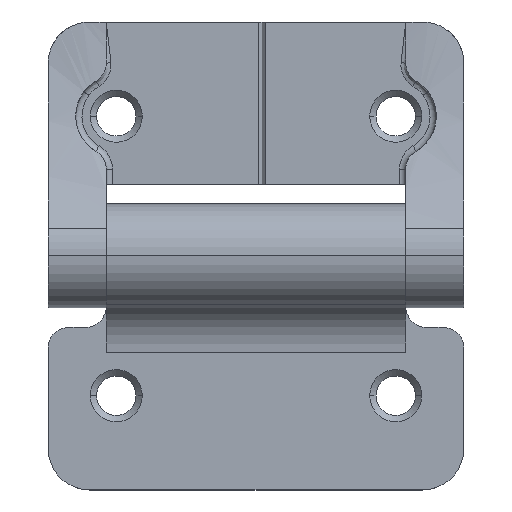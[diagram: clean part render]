
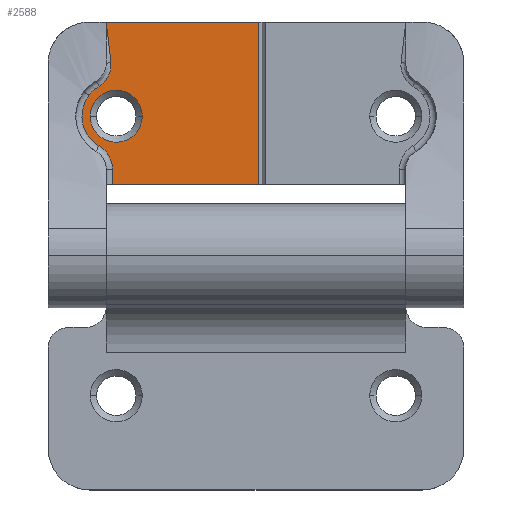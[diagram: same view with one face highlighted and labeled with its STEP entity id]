
A CAD part, top view. The second image highlights one B-rep face of the part: STEP entity #2588.
In plain terms, the highlighted planar face has unit normal (0, 0, 1).
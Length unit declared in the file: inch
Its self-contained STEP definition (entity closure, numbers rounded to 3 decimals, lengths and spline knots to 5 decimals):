
#56 = LINE ( 'NONE', #1785, #59 ) ;
#59 = VECTOR ( 'NONE', #1740, 39.37008 ) ;
#77 = LINE ( 'NONE', #1556, #80 ) ;
#80 = VECTOR ( 'NONE', #2192, 39.37008 ) ;
#81 = CIRCLE ( 'NONE', #2453, 0.125 ) ;
#82 = LINE ( 'NONE', #2172, #84 ) ;
#83 = CIRCLE ( 'NONE', #2451, 0.13 ) ;
#84 = VECTOR ( 'NONE', #2183, 39.37008 ) ;
#85 = CIRCLE ( 'NONE', #2452, 0.165 ) ;
#86 = LINE ( 'NONE', #2190, #88 ) ;
#88 = VECTOR ( 'NONE', #2086, 39.37008 ) ;
#188 = FACE_BOUND ( 'NONE', #942, .T. ) ;
#193 = FACE_OUTER_BOUND ( 'NONE', #993, .T. ) ;
#324 = B_SPLINE_CURVE_WITH_KNOTS ( 'NONE', 3,
 ( #1917, #1652, #1611, #2007, #1561, #2126 ),
 .UNSPECIFIED., .F., .F.,
 ( 4, 2, 4 ),
 ( 0., 0.00083, 0.00167 ),
 .UNSPECIFIED. ) ;
#327 = B_SPLINE_CURVE_WITH_KNOTS ( 'NONE', 3,
 ( #2097, #2196, #1731, #1579 ),
 .UNSPECIFIED., .F., .F.,
 ( 4, 4 ),
 ( -0.00004, 0.00497 ),
 .UNSPECIFIED. ) ;
#330 = B_SPLINE_CURVE_WITH_KNOTS ( 'NONE', 3,
 ( #2085, #1786, #2156, #2125, #1697, #1608, #1919, #1961, #2067, #1705 ),
 .UNSPECIFIED., .F., .F.,
 ( 4, 2, 2, 2, 4 ),
 ( 0., 0.00085, 0.0017, 0.00255, 0.0034 ),
 .UNSPECIFIED. ) ;
#508 = CARTESIAN_POINT ( 'NONE',  ( -0.67188, 0.67187, -0.07 ) ) ;
#510 = DIRECTION ( 'NONE',  ( 0., 0., -1. ) ) ;
#513 = DIRECTION ( 'NONE',  ( 0., 1., 0. ) ) ;
#731 = CARTESIAN_POINT ( 'NONE',  ( 0.01359, 1.125, -0.07 ) ) ;
#757 = CARTESIAN_POINT ( 'NONE',  ( 0.01359, 0.34375, -0.07 ) ) ;
#773 = CARTESIAN_POINT ( 'NONE',  ( -0.75472, 0.52918, -0.07 ) ) ;
#786 = CARTESIAN_POINT ( 'NONE',  ( -0.75478, 0.81594, -0.07 ) ) ;
#789 = CARTESIAN_POINT ( 'NONE',  ( -0.72, 1.125, -0.07 ) ) ;
#797 = CARTESIAN_POINT ( 'NONE',  ( -0.80328, 0.77167, -0.07 ) ) ;
#806 = CARTESIAN_POINT ( 'NONE',  ( -0.79687, 0.67187, -0.07 ) ) ;
#816 = CARTESIAN_POINT ( 'NONE',  ( -0.69, 0.41676, -0.07 ) ) ;
#827 = CARTESIAN_POINT ( 'NONE',  ( -0.69, 0.34375, -0.07 ) ) ;
#829 = CARTESIAN_POINT ( 'NONE',  ( -0.54688, 0.67187, -0.07 ) ) ;
#838 = CARTESIAN_POINT ( 'NONE',  ( -0.69737, 0.92906, -0.07 ) ) ;
#942 = EDGE_LOOP ( 'NONE', ( #1332, #1478 ) ) ;
#993 = EDGE_LOOP ( 'NONE', ( #1373, #1336, #1100, #1344, #1338, #1069, #1328, #1327, #1363 ) ) ;
#1069 = ORIENTED_EDGE ( 'NONE', *, *, #2338, .T. ) ;
#1100 = ORIENTED_EDGE ( 'NONE', *, *, #2321, .F. ) ;
#1103 = VERTEX_POINT ( 'NONE', #829 ) ;
#1114 = VERTEX_POINT ( 'NONE', #838 ) ;
#1130 = VERTEX_POINT ( 'NONE', #827 ) ;
#1193 = VERTEX_POINT ( 'NONE', #816 ) ;
#1202 = VERTEX_POINT ( 'NONE', #806 ) ;
#1215 = VERTEX_POINT ( 'NONE', #797 ) ;
#1227 = VERTEX_POINT ( 'NONE', #789 ) ;
#1233 = VERTEX_POINT ( 'NONE', #786 ) ;
#1251 = VERTEX_POINT ( 'NONE', #773 ) ;
#1268 = VERTEX_POINT ( 'NONE', #757 ) ;
#1300 = VERTEX_POINT ( 'NONE', #731 ) ;
#1327 = ORIENTED_EDGE ( 'NONE', *, *, #2340, .T. ) ;
#1328 = ORIENTED_EDGE ( 'NONE', *, *, #2339, .T. ) ;
#1332 = ORIENTED_EDGE ( 'NONE', *, *, #2274, .T. ) ;
#1336 = ORIENTED_EDGE ( 'NONE', *, *, #2335, .T. ) ;
#1338 = ORIENTED_EDGE ( 'NONE', *, *, #2337, .T. ) ;
#1344 = ORIENTED_EDGE ( 'NONE', *, *, #2336, .T. ) ;
#1363 = ORIENTED_EDGE ( 'NONE', *, *, #2341, .T. ) ;
#1373 = ORIENTED_EDGE ( 'NONE', *, *, #2332, .T. ) ;
#1478 = ORIENTED_EDGE ( 'NONE', *, *, #2334, .T. ) ;
#1556 = CARTESIAN_POINT ( 'NONE',  ( -2.66817, 0.34375, -0.07 ) ) ;
#1561 = CARTESIAN_POINT ( 'NONE',  ( -0.79658, 0.78048, -0.07 ) ) ;
#1579 = CARTESIAN_POINT ( 'NONE',  ( -0.69737, 0.92906, -0.07 ) ) ;
#1595 = DIRECTION ( 'NONE',  ( 0., 0., -1. ) ) ;
#1608 = CARTESIAN_POINT ( 'NONE',  ( -0.71495, 0.85434, -0.07 ) ) ;
#1611 = CARTESIAN_POINT ( 'NONE',  ( -0.77296, 0.80354, -0.07 ) ) ;
#1617 = CARTESIAN_POINT ( 'NONE',  ( -0.67188, 0.67187, -0.07 ) ) ;
#1652 = CARTESIAN_POINT ( 'NONE',  ( -0.76423, 0.81017, -0.07 ) ) ;
#1654 = DIRECTION ( 'NONE',  ( 0., 1., 0. ) ) ;
#1697 = CARTESIAN_POINT ( 'NONE',  ( -0.70478, 0.87429, -0.07 ) ) ;
#1705 = CARTESIAN_POINT ( 'NONE',  ( -0.75478, 0.81594, -0.07 ) ) ;
#1725 = CARTESIAN_POINT ( 'NONE',  ( -0.82, 0.41676, -0.07 ) ) ;
#1731 = CARTESIAN_POINT ( 'NONE',  ( -0.70335, 0.99454, -0.07 ) ) ;
#1740 = DIRECTION ( 'NONE',  ( 1., 0., 0. ) ) ;
#1785 = CARTESIAN_POINT ( 'NONE',  ( -2.66817, 1.125, -0.07 ) ) ;
#1786 = CARTESIAN_POINT ( 'NONE',  ( -0.69635, 0.91788, -0.07 ) ) ;
#1833 = DIRECTION ( 'NONE',  ( 0., 1., 0. ) ) ;
#1917 = CARTESIAN_POINT ( 'NONE',  ( -0.75478, 0.81594, -0.07 ) ) ;
#1919 = CARTESIAN_POINT ( 'NONE',  ( -0.72134, 0.84524, -0.07 ) ) ;
#1940 = DIRECTION ( 'NONE',  ( 0., 1., 0. ) ) ;
#1941 = DIRECTION ( 'NONE',  ( 0., 0., -1. ) ) ;
#1943 = PLANE ( 'NONE',  #2402 ) ;
#1947 = CARTESIAN_POINT ( 'NONE',  ( -2.66817, 1.125, -0.07 ) ) ;
#1961 = CARTESIAN_POINT ( 'NONE',  ( -0.73646, 0.82895, -0.07 ) ) ;
#2007 = CARTESIAN_POINT ( 'NONE',  ( -0.78913, 0.78872, -0.07 ) ) ;
#2066 = DIRECTION ( 'NONE',  ( 0., 1., 0. ) ) ;
#2067 = CARTESIAN_POINT ( 'NONE',  ( -0.7452, 0.82179, -0.07 ) ) ;
#2085 = CARTESIAN_POINT ( 'NONE',  ( -0.69737, 0.92906, -0.07 ) ) ;
#2086 = DIRECTION ( 'NONE',  ( 0., -1., 0. ) ) ;
#2097 = CARTESIAN_POINT ( 'NONE',  ( -0.72, 1.125, -0.07 ) ) ;
#2115 = DIRECTION ( 'NONE',  ( 0., 0., 1. ) ) ;
#2125 = CARTESIAN_POINT ( 'NONE',  ( -0.70118, 0.88475, -0.07 ) ) ;
#2126 = CARTESIAN_POINT ( 'NONE',  ( -0.80328, 0.77167, -0.07 ) ) ;
#2156 = CARTESIAN_POINT ( 'NONE',  ( -0.69692, 0.90665, -0.07 ) ) ;
#2172 = CARTESIAN_POINT ( 'NONE',  ( 0.01359, 1.125, -0.07 ) ) ;
#2183 = DIRECTION ( 'NONE',  ( 0., 1., 0. ) ) ;
#2189 = CARTESIAN_POINT ( 'NONE',  ( -0.67188, 0.67187, -0.07 ) ) ;
#2190 = CARTESIAN_POINT ( 'NONE',  ( -0.69, 0.34375, -0.07 ) ) ;
#2192 = DIRECTION ( 'NONE',  ( 1., 0., 0. ) ) ;
#2196 = CARTESIAN_POINT ( 'NONE',  ( -0.71171, 1.05977, -0.07 ) ) ;
#2197 = DIRECTION ( 'NONE',  ( 0., 0., -1. ) ) ;
#2274 = EDGE_CURVE ( 'NONE', #1103, #1202, #2654, .T. ) ;
#2321 = EDGE_CURVE ( 'NONE', #1227, #1300, #56, .T. ) ;
#2332 = EDGE_CURVE ( 'NONE', #1130, #1268, #77, .T. ) ;
#2334 = EDGE_CURVE ( 'NONE', #1202, #1103, #81, .T. ) ;
#2335 = EDGE_CURVE ( 'NONE', #1268, #1300, #82, .T. ) ;
#2336 = EDGE_CURVE ( 'NONE', #1227, #1114, #327, .T. ) ;
#2337 = EDGE_CURVE ( 'NONE', #1114, #1233, #330, .T. ) ;
#2338 = EDGE_CURVE ( 'NONE', #1233, #1215, #324, .T. ) ;
#2339 = EDGE_CURVE ( 'NONE', #1215, #1251, #85, .T. ) ;
#2340 = EDGE_CURVE ( 'NONE', #1251, #1193, #83, .T. ) ;
#2341 = EDGE_CURVE ( 'NONE', #1193, #1130, #86, .T. ) ;
#2402 = AXIS2_PLACEMENT_3D ( 'NONE', #1947, #1941, #1940 ) ;
#2451 = AXIS2_PLACEMENT_3D ( 'NONE', #1725, #2197, #1833 ) ;
#2452 = AXIS2_PLACEMENT_3D ( 'NONE', #1617, #2115, #2066 ) ;
#2453 = AXIS2_PLACEMENT_3D ( 'NONE', #2189, #1595, #1654 ) ;
#2480 = AXIS2_PLACEMENT_3D ( 'NONE', #508, #510, #513 ) ;
#2588 = ADVANCED_FACE ( 'NONE', ( #188, #193 ), #1943, .F. ) ;
#2654 = CIRCLE ( 'NONE', #2480, 0.125 ) ;
